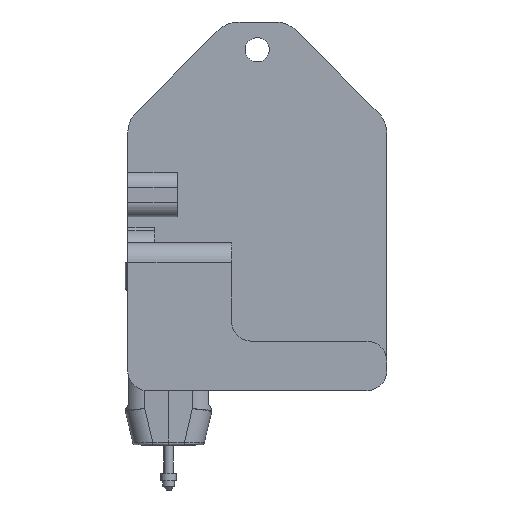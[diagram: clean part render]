
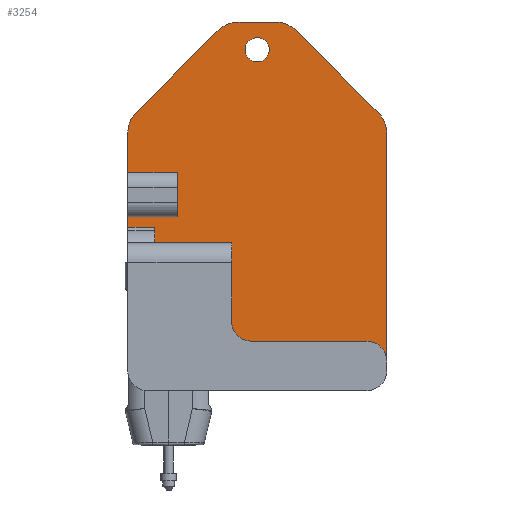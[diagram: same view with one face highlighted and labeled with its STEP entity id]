
A CAD part, front view. The second image highlights one B-rep face of the part: STEP entity #3254.
In plain terms, the highlighted planar face has unit normal (0, -1, 0).
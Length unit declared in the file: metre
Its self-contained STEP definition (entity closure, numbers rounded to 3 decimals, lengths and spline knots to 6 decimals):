
#161=CIRCLE('',#3481,0.006);
#162=CIRCLE('',#3482,0.006);
#163=CIRCLE('',#3483,0.006);
#164=CIRCLE('',#3484,0.006);
#165=CIRCLE('',#3485,0.006);
#166=CIRCLE('',#3486,0.006);
#167=CIRCLE('',#3487,0.00245);
#168=CIRCLE('',#3488,0.00245);
#169=CIRCLE('',#3489,0.00245);
#301=ORIENTED_EDGE('',*,*,#1268,.T.);
#302=ORIENTED_EDGE('',*,*,#1269,.T.);
#303=ORIENTED_EDGE('',*,*,#1270,.T.);
#304=ORIENTED_EDGE('',*,*,#1271,.T.);
#305=ORIENTED_EDGE('',*,*,#1265,.F.);
#306=ORIENTED_EDGE('',*,*,#1272,.T.);
#307=ORIENTED_EDGE('',*,*,#1273,.F.);
#308=ORIENTED_EDGE('',*,*,#1274,.T.);
#309=ORIENTED_EDGE('',*,*,#1275,.F.);
#310=ORIENTED_EDGE('',*,*,#1276,.F.);
#311=ORIENTED_EDGE('',*,*,#1277,.F.);
#312=ORIENTED_EDGE('',*,*,#1278,.T.);
#313=ORIENTED_EDGE('',*,*,#1279,.F.);
#314=ORIENTED_EDGE('',*,*,#1280,.T.);
#315=ORIENTED_EDGE('',*,*,#1281,.F.);
#316=ORIENTED_EDGE('',*,*,#1282,.T.);
#317=ORIENTED_EDGE('',*,*,#1283,.T.);
#318=ORIENTED_EDGE('',*,*,#1284,.F.);
#319=ORIENTED_EDGE('',*,*,#1285,.F.);
#320=ORIENTED_EDGE('',*,*,#1286,.T.);
#321=ORIENTED_EDGE('',*,*,#1287,.F.);
#322=ORIENTED_EDGE('',*,*,#1288,.F.);
#323=ORIENTED_EDGE('',*,*,#1289,.F.);
#324=ORIENTED_EDGE('',*,*,#1290,.T.);
#325=ORIENTED_EDGE('',*,*,#1291,.F.);
#326=ORIENTED_EDGE('',*,*,#1292,.T.);
#327=ORIENTED_EDGE('',*,*,#1293,.T.);
#328=ORIENTED_EDGE('',*,*,#1294,.T.);
#329=ORIENTED_EDGE('',*,*,#1295,.F.);
#330=ORIENTED_EDGE('',*,*,#1296,.F.);
#331=ORIENTED_EDGE('',*,*,#1297,.F.);
#1265=EDGE_CURVE('',#1749,#1750,#2060,.T.);
#1268=EDGE_CURVE('',#1751,#1752,#2063,.T.);
#1269=EDGE_CURVE('',#1752,#1753,#161,.T.);
#1270=EDGE_CURVE('',#1753,#1754,#2064,.T.);
#1271=EDGE_CURVE('',#1754,#1750,#162,.T.);
#1272=EDGE_CURVE('',#1749,#1755,#163,.T.);
#1273=EDGE_CURVE('',#1756,#1755,#2065,.T.);
#1274=EDGE_CURVE('',#1756,#1757,#164,.T.);
#1275=EDGE_CURVE('',#1758,#1757,#2066,.T.);
#1276=EDGE_CURVE('',#1759,#1758,#2067,.T.);
#1277=EDGE_CURVE('',#1760,#1759,#2068,.T.);
#1278=EDGE_CURVE('',#1760,#1761,#2069,.T.);
#1279=EDGE_CURVE('',#1762,#1761,#2070,.T.);
#1280=EDGE_CURVE('',#1762,#1763,#2071,.T.);
#1281=EDGE_CURVE('',#1764,#1763,#2072,.T.);
#1282=EDGE_CURVE('',#1764,#1765,#2073,.T.);
#1283=EDGE_CURVE('',#1765,#1766,#2074,.T.);
#1284=EDGE_CURVE('',#1767,#1766,#2075,.T.);
#1285=EDGE_CURVE('',#1768,#1767,#2076,.T.);
#1286=EDGE_CURVE('',#1768,#1769,#2077,.F.);
#1287=EDGE_CURVE('',#1770,#1769,#2078,.T.);
#1288=EDGE_CURVE('',#1771,#1770,#2079,.T.);
#1289=EDGE_CURVE('',#1772,#1771,#2080,.T.);
#1290=EDGE_CURVE('',#1772,#1773,#2081,.T.);
#1291=EDGE_CURVE('',#1774,#1773,#2082,.T.);
#1292=EDGE_CURVE('',#1774,#1775,#165,.T.);
#1293=EDGE_CURVE('',#1775,#1776,#2083,.T.);
#1294=EDGE_CURVE('',#1776,#1751,#166,.T.);
#1295=EDGE_CURVE('',#1777,#1777,#167,.T.);
#1296=EDGE_CURVE('',#1778,#1778,#168,.T.);
#1297=EDGE_CURVE('',#1779,#1779,#169,.T.);
#1749=VERTEX_POINT('',#4829);
#1750=VERTEX_POINT('',#4830);
#1751=VERTEX_POINT('',#4835);
#1752=VERTEX_POINT('',#4836);
#1753=VERTEX_POINT('',#4838);
#1754=VERTEX_POINT('',#4840);
#1755=VERTEX_POINT('',#4843);
#1756=VERTEX_POINT('',#4845);
#1757=VERTEX_POINT('',#4847);
#1758=VERTEX_POINT('',#4849);
#1759=VERTEX_POINT('',#4851);
#1760=VERTEX_POINT('',#4853);
#1761=VERTEX_POINT('',#4855);
#1762=VERTEX_POINT('',#4857);
#1763=VERTEX_POINT('',#4859);
#1764=VERTEX_POINT('',#4861);
#1765=VERTEX_POINT('',#4863);
#1766=VERTEX_POINT('',#4865);
#1767=VERTEX_POINT('',#4867);
#1768=VERTEX_POINT('',#4869);
#1769=VERTEX_POINT('',#4871);
#1770=VERTEX_POINT('',#4873);
#1771=VERTEX_POINT('',#4875);
#1772=VERTEX_POINT('',#4877);
#1773=VERTEX_POINT('',#4879);
#1774=VERTEX_POINT('',#4881);
#1775=VERTEX_POINT('',#4883);
#1776=VERTEX_POINT('',#4885);
#1777=VERTEX_POINT('',#4888);
#1778=VERTEX_POINT('',#4890);
#1779=VERTEX_POINT('',#4892);
#2060=LINE('',#4828,#2380);
#2063=LINE('',#4834,#2383);
#2064=LINE('',#4839,#2384);
#2065=LINE('',#4844,#2385);
#2066=LINE('',#4848,#2386);
#2067=LINE('',#4850,#2387);
#2068=LINE('',#4852,#2388);
#2069=LINE('',#4854,#2389);
#2070=LINE('',#4856,#2390);
#2071=LINE('',#4858,#2391);
#2072=LINE('',#4860,#2392);
#2073=LINE('',#4862,#2393);
#2074=LINE('',#4864,#2394);
#2075=LINE('',#4866,#2395);
#2076=LINE('',#4868,#2396);
#2077=LINE('',#4870,#2397);
#2078=LINE('',#4872,#2398);
#2079=LINE('',#4874,#2399);
#2080=LINE('',#4876,#2400);
#2081=LINE('',#4878,#2401);
#2082=LINE('',#4880,#2402);
#2083=LINE('',#4884,#2403);
#2380=VECTOR('',#3839,1.);
#2383=VECTOR('',#3844,1.);
#2384=VECTOR('',#3847,1.);
#2385=VECTOR('',#3852,1.);
#2386=VECTOR('',#3855,1.);
#2387=VECTOR('',#3856,1.);
#2388=VECTOR('',#3857,1.);
#2389=VECTOR('',#3858,1.);
#2390=VECTOR('',#3859,1.);
#2391=VECTOR('',#3860,1.);
#2392=VECTOR('',#3861,1.);
#2393=VECTOR('',#3862,1.);
#2394=VECTOR('',#3863,1.);
#2395=VECTOR('',#3864,1.);
#2396=VECTOR('',#3865,1.);
#2397=VECTOR('',#3866,1.);
#2398=VECTOR('',#3867,1.);
#2399=VECTOR('',#3868,1.);
#2400=VECTOR('',#3869,1.);
#2401=VECTOR('',#3870,1.);
#2402=VECTOR('',#3871,1.);
#2403=VECTOR('',#3874,1.);
#2693=EDGE_LOOP('',(#301,#302,#303,#304,#305,#306,#307,#308,#309,#310,#311,
#312,#313,#314,#315,#316,#317,#318,#319,#320,#321,#322,#323,#324,#325,#326,
#327,#328));
#2694=EDGE_LOOP('',(#329));
#2695=EDGE_LOOP('',(#330));
#2696=EDGE_LOOP('',(#331));
#2925=FACE_BOUND('',#2693,.T.);
#2926=FACE_BOUND('',#2694,.T.);
#2927=FACE_BOUND('',#2695,.T.);
#2928=FACE_BOUND('',#2696,.T.);
#3152=PLANE('',#3480);
#3254=ADVANCED_FACE('',(#2925,#2926,#2927,#2928),#3152,.T.);
#3480=AXIS2_PLACEMENT_3D('',#4833,#3842,#3843);
#3481=AXIS2_PLACEMENT_3D('',#4837,#3845,#3846);
#3482=AXIS2_PLACEMENT_3D('',#4841,#3848,#3849);
#3483=AXIS2_PLACEMENT_3D('',#4842,#3850,#3851);
#3484=AXIS2_PLACEMENT_3D('',#4846,#3853,#3854);
#3485=AXIS2_PLACEMENT_3D('',#4882,#3872,#3873);
#3486=AXIS2_PLACEMENT_3D('',#4886,#3875,#3876);
#3487=AXIS2_PLACEMENT_3D('',#4887,#3877,#3878);
#3488=AXIS2_PLACEMENT_3D('',#4889,#3879,#3880);
#3489=AXIS2_PLACEMENT_3D('',#4891,#3881,#3882);
#3839=DIRECTION('',(1.,0.,0.));
#3842=DIRECTION('',(0.,-1.,0.));
#3843=DIRECTION('',(1.,0.,0.));
#3844=DIRECTION('',(0.,0.,1.));
#3845=DIRECTION('',(0.,-1.,0.));
#3846=DIRECTION('',(0.,0.,-1.));
#3847=DIRECTION('',(-0.707,0.,0.707));
#3848=DIRECTION('',(0.,-1.,0.));
#3849=DIRECTION('',(0.,0.,-1.));
#3850=DIRECTION('',(0.,-1.,0.));
#3851=DIRECTION('',(0.,0.,-1.));
#3852=DIRECTION('',(0.707,0.,0.707));
#3853=DIRECTION('',(0.,-1.,0.));
#3854=DIRECTION('',(0.,0.,-1.));
#3855=DIRECTION('',(0.,0.,1.));
#3856=DIRECTION('',(-1.,0.,0.));
#3857=DIRECTION('',(0.,0.,1.));
#3858=DIRECTION('',(-1.,0.,0.));
#3859=DIRECTION('',(0.,0.,1.));
#3860=DIRECTION('',(1.,0.,0.));
#3861=DIRECTION('',(0.,0.,1.));
#3862=DIRECTION('',(1.,0.,0.));
#3863=DIRECTION('',(0.,0.,-1.));
#3864=DIRECTION('',(1.,0.,0.));
#3865=DIRECTION('',(0.,0.,1.));
#3866=DIRECTION('',(1.,0.,0.));
#3867=DIRECTION('',(0.,0.,1.));
#3868=DIRECTION('',(-1.,0.,0.));
#3869=DIRECTION('',(0.,0.,1.));
#3870=DIRECTION('',(-1.,0.,0.));
#3871=DIRECTION('',(0.,0.,1.));
#3872=DIRECTION('',(0.,-1.,0.));
#3873=DIRECTION('',(0.,0.,-1.));
#3874=DIRECTION('',(1.,0.,0.));
#3875=DIRECTION('',(0.,-1.,0.));
#3876=DIRECTION('',(0.,0.,-1.));
#3877=DIRECTION('',(0.,-1.,0.));
#3878=DIRECTION('',(0.,0.,-1.));
#3879=DIRECTION('',(0.,-1.,0.));
#3880=DIRECTION('',(0.,0.,-1.));
#3881=DIRECTION('',(0.,-1.,0.));
#3882=DIRECTION('',(0.,0.,-1.));
#4828=CARTESIAN_POINT('',(0.,-0.005,0.0406));
#4829=CARTESIAN_POINT('',(-0.003687,-0.005,0.0406));
#4830=CARTESIAN_POINT('',(0.003687,-0.005,0.0406));
#4833=CARTESIAN_POINT('',(0.,-0.005,0.003342));
#4834=CARTESIAN_POINT('',(0.026172,-0.005,0.003342));
#4835=CARTESIAN_POINT('',(0.026172,-0.005,-0.027916));
#4836=CARTESIAN_POINT('',(0.026172,-0.005,0.018115));
#4837=CARTESIAN_POINT('',(0.020172,-0.005,0.018115));
#4838=CARTESIAN_POINT('',(0.024415,-0.005,0.022357));
#4839=CARTESIAN_POINT('',(0.016172,-0.005,0.0306));
#4840=CARTESIAN_POINT('',(0.00793,-0.005,0.038843));
#4841=CARTESIAN_POINT('',(0.003687,-0.005,0.0346));
#4842=CARTESIAN_POINT('',(-0.003687,-0.005,0.0346));
#4843=CARTESIAN_POINT('',(-0.00793,-0.005,0.038843));
#4844=CARTESIAN_POINT('',(-0.018304,-0.005,0.028468));
#4845=CARTESIAN_POINT('',(-0.024415,-0.005,0.022357));
#4846=CARTESIAN_POINT('',(-0.020172,-0.005,0.018115));
#4847=CARTESIAN_POINT('',(-0.026172,-0.005,0.018115));
#4848=CARTESIAN_POINT('',(-0.026172,-0.005,0.003342));
#4849=CARTESIAN_POINT('',(-0.026172,-0.005,0.010184));
#4850=CARTESIAN_POINT('',(-0.016172,-0.005,0.010184));
#4851=CARTESIAN_POINT('',(-0.016172,-0.005,0.010184));
#4852=CARTESIAN_POINT('',(-0.016172,-0.005,0.003342));
#4853=CARTESIAN_POINT('',(-0.016172,-0.005,0.001184));
#4854=CARTESIAN_POINT('',(-0.016172,-0.005,0.001184));
#4855=CARTESIAN_POINT('',(-0.026172,-0.005,0.001184));
#4856=CARTESIAN_POINT('',(-0.026172,-0.005,0.003342));
#4857=CARTESIAN_POINT('',(-0.026172,-0.005,-0.000853));
#4858=CARTESIAN_POINT('',(-0.020747,-0.005,-0.000853));
#4859=CARTESIAN_POINT('',(-0.020747,-0.005,-0.000853));
#4860=CARTESIAN_POINT('',(-0.020747,-0.005,0.003342));
#4861=CARTESIAN_POINT('',(-0.020747,-0.005,-0.004));
#4862=CARTESIAN_POINT('',(-0.015672,-0.005,-0.004));
#4863=CARTESIAN_POINT('',(-0.005172,-0.005,-0.004));
#4864=CARTESIAN_POINT('',(-0.005172,-0.005,-0.004));
#4865=CARTESIAN_POINT('',(-0.005172,-0.005,-0.008));
#4866=CARTESIAN_POINT('',(-0.015672,-0.005,-0.008));
#4867=CARTESIAN_POINT('',(-0.020747,-0.005,-0.008));
#4868=CARTESIAN_POINT('',(-0.020747,-0.005,0.003342));
#4869=CARTESIAN_POINT('',(-0.020747,-0.005,-0.012778));
#4870=CARTESIAN_POINT('',(-0.026172,-0.005,-0.012778));
#4871=CARTESIAN_POINT('',(-0.026172,-0.005,-0.012778));
#4872=CARTESIAN_POINT('',(-0.026172,-0.005,0.003342));
#4873=CARTESIAN_POINT('',(-0.026172,-0.005,-0.014816));
#4874=CARTESIAN_POINT('',(-0.016172,-0.005,-0.014816));
#4875=CARTESIAN_POINT('',(-0.016172,-0.005,-0.014816));
#4876=CARTESIAN_POINT('',(-0.016172,-0.005,0.003342));
#4877=CARTESIAN_POINT('',(-0.016172,-0.005,-0.023816));
#4878=CARTESIAN_POINT('',(-0.016172,-0.005,-0.023816));
#4879=CARTESIAN_POINT('',(-0.026172,-0.005,-0.023816));
#4880=CARTESIAN_POINT('',(-0.026172,-0.005,0.003342));
#4881=CARTESIAN_POINT('',(-0.026172,-0.005,-0.027916));
#4882=CARTESIAN_POINT('',(-0.020172,-0.005,-0.027916));
#4883=CARTESIAN_POINT('',(-0.020172,-0.005,-0.033916));
#4884=CARTESIAN_POINT('',(0.,-0.005,-0.033916));
#4885=CARTESIAN_POINT('',(0.020172,-0.005,-0.033916));
#4886=CARTESIAN_POINT('',(0.020172,-0.005,-0.027916));
#4887=CARTESIAN_POINT('',(0.,-0.005,0.035));
#4888=CARTESIAN_POINT('',(0.,-0.005,0.03255));
#4889=CARTESIAN_POINT('',(0.020572,-0.005,-0.028316));
#4890=CARTESIAN_POINT('',(0.020572,-0.005,-0.030766));
#4891=CARTESIAN_POINT('',(-0.020572,-0.005,-0.028316));
#4892=CARTESIAN_POINT('',(-0.020572,-0.005,-0.030766));
